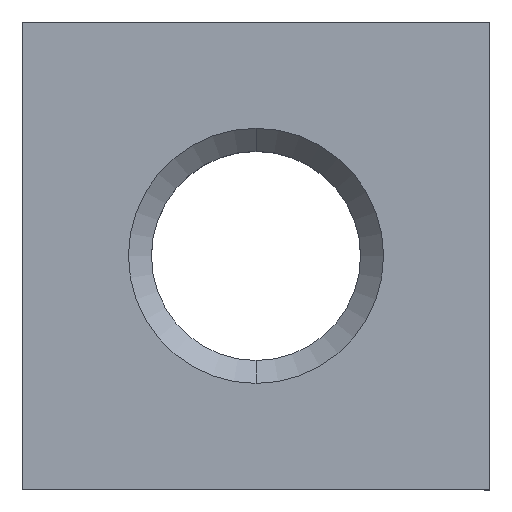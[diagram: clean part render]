
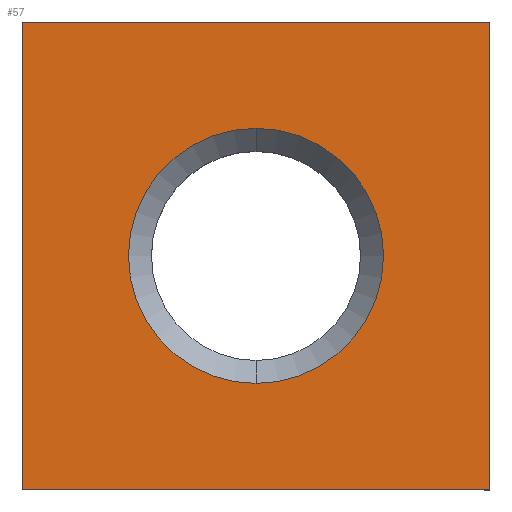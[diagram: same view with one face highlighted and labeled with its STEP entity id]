
A CAD part, top view. The second image highlights one B-rep face of the part: STEP entity #57.
In plain terms, the highlighted planar face has unit normal (0, 0, 1).
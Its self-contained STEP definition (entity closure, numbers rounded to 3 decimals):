
#1 = EDGE_CURVE ( 'E58', #158, #42, #279, .T. ) ;
#8 = ORIENTED_EDGE ( 'NONE', *, *, #62, .T. ) ;
#9 = CARTESIAN_POINT ( 'NONE',  ( 2.75, 2.75, 1.8 ) ) ;
#12 = CARTESIAN_POINT ( 'NONE',  ( 0., 0., 1.8 ) ) ;
#14 = DIRECTION ( 'NONE',  ( 0., 0., -1. ) ) ;
#20 = CARTESIAN_POINT ( 'NONE',  ( -2.75, -2.75, 1.8 ) ) ;
#39 = CIRCLE ( 'NONE', #95, 1.5 ) ;
#42 = VERTEX_POINT ( 'NONE', #20 ) ;
#49 = CARTESIAN_POINT ( 'NONE',  ( 0., -1.5, 1.8 ) ) ;
#57 = ADVANCED_FACE ( 'E68', ( #335, #283 ), #340, .T. ) ;
#62 = EDGE_CURVE ( 'E11', #42, #176, #270, .T. ) ;
#66 = VECTOR ( 'NONE', #138, 1000. ) ;
#71 = VECTOR ( 'NONE', #343, 1000. ) ;
#79 = EDGE_CURVE ( 'E89', #177, #158, #170, .T. ) ;
#90 = VERTEX_POINT ( 'NONE', #290 ) ;
#93 = VERTEX_POINT ( 'NONE', #49 ) ;
#95 = AXIS2_PLACEMENT_3D ( 'NONE', #12, #209, #231 ) ;
#103 = LINE ( 'NONE', #114, #156 ) ;
#107 = CARTESIAN_POINT ( 'NONE',  ( -2.75, 2.75, 1.8 ) ) ;
#114 = CARTESIAN_POINT ( 'NONE',  ( 2.75, 2.75, 1.8 ) ) ;
#120 = DIRECTION ( 'NONE',  ( 0., 1., 0. ) ) ;
#122 = ORIENTED_EDGE ( 'NONE', *, *, #79, .T. ) ;
#131 = AXIS2_PLACEMENT_3D ( 'NONE', #191, #221, #311 ) ;
#138 = DIRECTION ( 'NONE',  ( 1., 0., 0. ) ) ;
#156 = VECTOR ( 'NONE', #320, 1000. ) ;
#158 = VERTEX_POINT ( 'NONE', #107 ) ;
#159 = EDGE_LOOP ( 'NONE', ( #259, #181 ) ) ;
#166 = EDGE_CURVE ( 'E84', #177, #176, #103, .T. ) ;
#170 = LINE ( 'NONE', #230, #313 ) ;
#176 = VERTEX_POINT ( 'NONE', #357 ) ;
#177 = VERTEX_POINT ( 'NONE', #9 ) ;
#181 = ORIENTED_EDGE ( 'NONE', *, *, #260, .T. ) ;
#191 = CARTESIAN_POINT ( 'NONE',  ( 0., 2.75, 1.8 ) ) ;
#209 = DIRECTION ( 'NONE',  ( 0., 0., -1. ) ) ;
#217 = EDGE_LOOP ( 'NONE', ( #339, #8, #307, #122 ) ) ;
#220 = CARTESIAN_POINT ( 'NONE',  ( -2.75, 2.75, 1.8 ) ) ;
#221 = DIRECTION ( 'NONE',  ( 0., 0., 1. ) ) ;
#226 = CARTESIAN_POINT ( 'NONE',  ( 0., -2.75, 1.8 ) ) ;
#229 = DIRECTION ( 'NONE',  ( -1., 0., 0. ) ) ;
#230 = CARTESIAN_POINT ( 'NONE',  ( 0., 2.75, 1.8 ) ) ;
#231 = DIRECTION ( 'NONE',  ( 0., 1., 0. ) ) ;
#259 = ORIENTED_EDGE ( 'NONE', *, *, #319, .T. ) ;
#260 = EDGE_CURVE ( 'E69', #90, #93, #39, .T. ) ;
#270 = LINE ( 'NONE', #226, #66 ) ;
#279 = LINE ( 'NONE', #220, #71 ) ;
#283 = FACE_OUTER_BOUND ( 'NONE', #217, .T. ) ;
#290 = CARTESIAN_POINT ( 'NONE',  ( 0., 1.5, 1.8 ) ) ;
#307 = ORIENTED_EDGE ( 'NONE', *, *, #166, .F. ) ;
#311 = DIRECTION ( 'NONE',  ( 0., -1., 0. ) ) ;
#313 = VECTOR ( 'NONE', #229, 1000. ) ;
#319 = EDGE_CURVE ( 'E69', #93, #90, #350, .T. ) ;
#320 = DIRECTION ( 'NONE',  ( 0., -1., 0. ) ) ;
#332 = CARTESIAN_POINT ( 'NONE',  ( 0., 0., 1.8 ) ) ;
#335 = FACE_BOUND ( 'NONE', #159, .T. ) ;
#339 = ORIENTED_EDGE ( 'NONE', *, *, #1, .T. ) ;
#340 = PLANE ( 'NONE',  #131 ) ;
#343 = DIRECTION ( 'NONE',  ( 0., -1., 0. ) ) ;
#350 = CIRCLE ( 'NONE', #354, 1.5 ) ;
#354 = AXIS2_PLACEMENT_3D ( 'NONE', #332, #14, #120 ) ;
#357 = CARTESIAN_POINT ( 'NONE',  ( 2.75, -2.75, 1.8 ) ) ;
